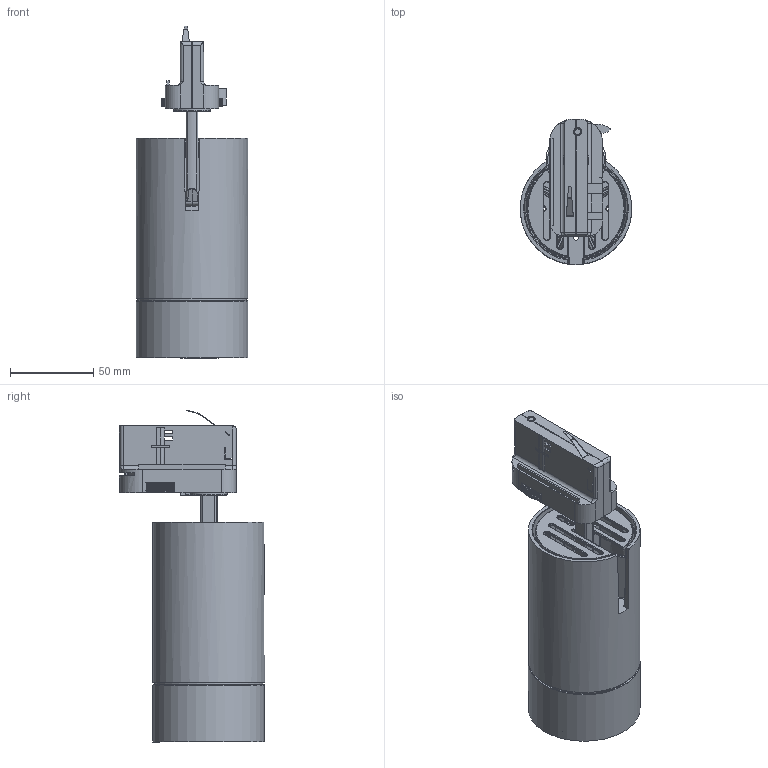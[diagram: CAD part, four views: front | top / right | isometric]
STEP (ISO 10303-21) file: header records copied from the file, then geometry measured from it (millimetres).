
FILE_DESCRIPTION(/* description */ ('This is a sample STEP configuration'),/* implementation_level */ '2;1');
FILE_NAME(/* name */ '495-72xxxxxxxxxx SIMPLE.ipt_Rev_00.stp',/* time_stamp */ '2023-04-28T11:52:06+02:00',/* author */ ('powerJobs'),/* organization */ ('coolOrange'),/* preprocessor_version */ 'ST-DEVELOPER v19.2',/* originating_system */ 'Autodesk Inventor 2023',/* authorisation */ '');
FILE_SCHEMA (('AUTOMOTIVE_DESIGN { 1 0 10303 214 3 1 1 }'));
Length unit declared in the file: millimetre
Products named in the file (1): ENG000026454
Bounding box: 67 x 87 x 199.17 mm (x, y, z)
Volume: 128063.2 mm3; surface area: 125378.9 mm2
Topology: 4 solids, 4 shells, 3707 faces, 10337 edges, 6456 vertices
Faces by surface type: plane 1688, cylinder 896, bspline 790, sphere 144, torus 111, cone 78
Full cylindrical faces by diameter (mm): 2.459 x2, 2.7 x4, 3.242 x2, 3.5 x2, 4.9 x1, 5 x1, 5.5 x2, 13.2 x1, 55.5 x1, 59.3 x1, 63 x1, 63.5 x1, 64 x2, 65 x1, 65.2 x2, 65.7 x2, 67 x2
Entity records: 132766 total; most frequent: CARTESIAN_POINT 41604, ORIENTED_EDGE 20630, DIRECTION 16823, EDGE_CURVE 10315, VERTEX_POINT 6456, LINE 6007, VECTOR 6007, AXIS2_PLACEMENT_3D 5408
